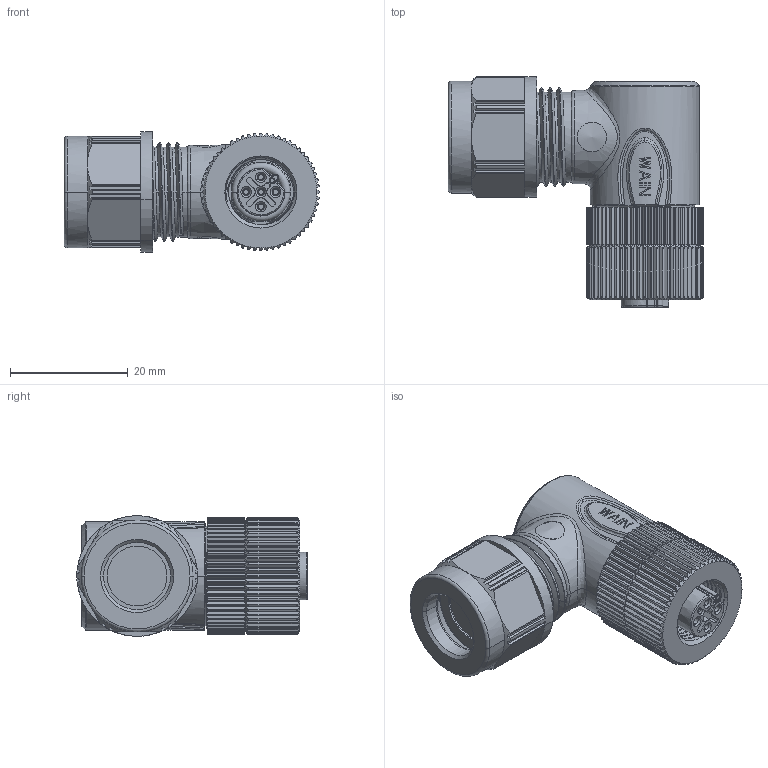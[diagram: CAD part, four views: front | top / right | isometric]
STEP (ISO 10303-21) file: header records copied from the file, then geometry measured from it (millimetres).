
FILE_DESCRIPTION((''),'2;1');
FILE_NAME('PRT0001','2021-01-06T',('zh.su'),(''),'PRO/ENGINEER BY PARAMETRIC TECHNOLOGY CORPORATION, 2012480','PRO/ENGINEER BY PARAMETRIC TECHNOLOGY CORPORATION, 2012480','');
FILE_SCHEMA(('CONFIG_CONTROL_DESIGN'));
Length unit declared in the file: millimetre
Products named in the file (1): PRT0001
Bounding box: 43.42 x 39.15 x 20.49 mm (x, y, z)
Volume: 15770.5 mm3; surface area: 7067.8 mm2
Topology: 1 solids, 1 shells, 1127 faces, 3004 edges, 1913 vertices
Faces by surface type: plane 465, cylinder 345, cone 222, bspline 55, torus 32, extrusion 6, sphere 2
Entity records: 46367 total; most frequent: CARTESIAN_POINT 19808, ORIENTED_EDGE 6004, DIRECTION 4955, EDGE_CURVE 3002, VERTEX_POINT 1913, AXIS2_PLACEMENT_3D 1883, VECTOR 1189, LINE 1183
